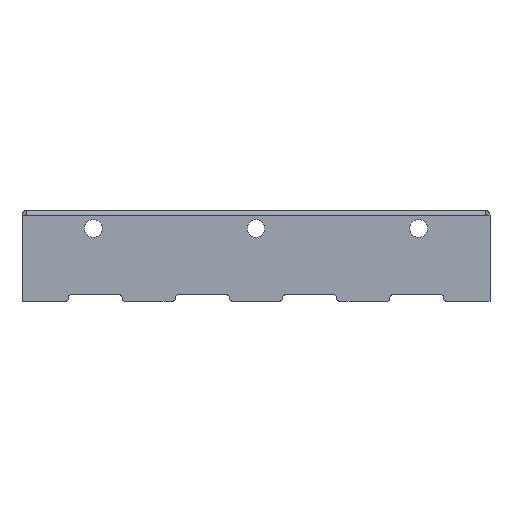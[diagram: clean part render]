
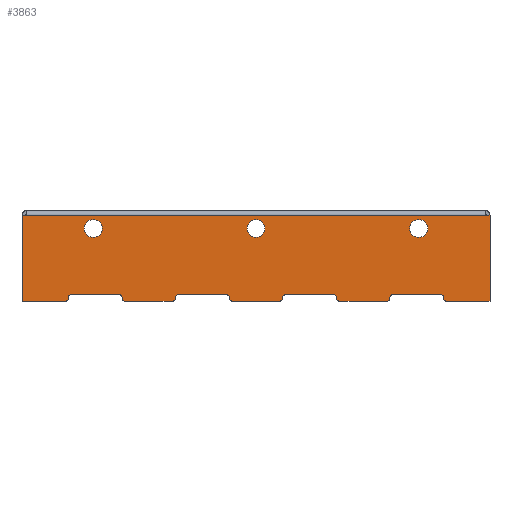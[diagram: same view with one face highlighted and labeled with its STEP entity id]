
A CAD part, left-side view. The second image highlights one B-rep face of the part: STEP entity #3863.
In plain terms, the highlighted planar face has unit normal (-1, 0, 0).
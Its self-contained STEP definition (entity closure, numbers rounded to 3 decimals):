
#89=PLANE('',#4310);
#290=LINE('',#6383,#622);
#294=LINE('',#6389,#626);
#298=LINE('',#6395,#630);
#302=LINE('',#6401,#634);
#322=LINE('',#6431,#654);
#328=LINE('',#6444,#660);
#329=LINE('',#6446,#661);
#333=LINE('',#6455,#665);
#377=LINE('',#6563,#709);
#402=LINE('',#6613,#734);
#406=LINE('',#6619,#738);
#411=LINE('',#6626,#743);
#416=LINE('',#6634,#748);
#417=LINE('',#6635,#749);
#622=VECTOR('',#5195,1000.);
#626=VECTOR('',#5203,1000.);
#630=VECTOR('',#5211,1000.);
#634=VECTOR('',#5219,1000.);
#654=VECTOR('',#5259,1000.);
#660=VECTOR('',#5267,1000.);
#661=VECTOR('',#5270,1000.);
#665=VECTOR('',#5276,1000.);
#709=VECTOR('',#5372,1000.);
#734=VECTOR('',#5447,1000.);
#738=VECTOR('',#5455,1000.);
#743=VECTOR('',#5464,1000.);
#748=VECTOR('',#5475,1000.);
#749=VECTOR('',#5476,1000.);
#1631=ORIENTED_EDGE('',*,*,#2435,.T.);
#1632=ORIENTED_EDGE('',*,*,#2123,.F.);
#1633=ORIENTED_EDGE('',*,*,#2128,.T.);
#1634=ORIENTED_EDGE('',*,*,#2302,.F.);
#1635=ORIENTED_EDGE('',*,*,#2116,.T.);
#1636=ORIENTED_EDGE('',*,*,#2121,.F.);
#1637=ORIENTED_EDGE('',*,*,#2440,.T.);
#1638=ORIENTED_EDGE('',*,*,#2109,.F.);
#1639=ORIENTED_EDGE('',*,*,#2114,.T.);
#1640=ORIENTED_EDGE('',*,*,#2298,.F.);
#1641=ORIENTED_EDGE('',*,*,#2106,.T.);
#1642=ORIENTED_EDGE('',*,*,#2102,.F.);
#1643=ORIENTED_EDGE('',*,*,#2441,.T.);
#1644=ORIENTED_EDGE('',*,*,#2095,.F.);
#1645=ORIENTED_EDGE('',*,*,#2100,.T.);
#1646=ORIENTED_EDGE('',*,*,#2306,.T.);
#1647=ORIENTED_EDGE('',*,*,#2088,.T.);
#1648=ORIENTED_EDGE('',*,*,#2093,.F.);
#1649=ORIENTED_EDGE('',*,*,#2430,.T.);
#1650=ORIENTED_EDGE('',*,*,#2081,.F.);
#1651=ORIENTED_EDGE('',*,*,#2086,.T.);
#1652=ORIENTED_EDGE('',*,*,#2310,.T.);
#1653=ORIENTED_EDGE('',*,*,#2074,.T.);
#1654=ORIENTED_EDGE('',*,*,#2079,.F.);
#1655=ORIENTED_EDGE('',*,*,#2426,.T.);
#1656=ORIENTED_EDGE('',*,*,#2330,.T.);
#1657=ORIENTED_EDGE('',*,*,#2336,.T.);
#1658=ORIENTED_EDGE('',*,*,#2397,.F.);
#1659=ORIENTED_EDGE('',*,*,#2337,.T.);
#1660=ORIENTED_EDGE('',*,*,#2341,.T.);
#1661=ORIENTED_EDGE('',*,*,#1935,.T.);
#1662=ORIENTED_EDGE('',*,*,#1931,.T.);
#1663=ORIENTED_EDGE('',*,*,#1927,.T.);
#1927=EDGE_CURVE('',#2491,#2491,#2859,.T.);
#1931=EDGE_CURVE('',#2495,#2495,#2863,.T.);
#1935=EDGE_CURVE('',#2499,#2499,#2867,.T.);
#2074=EDGE_CURVE('',#2598,#2599,#2926,.T.);
#2079=EDGE_CURVE('',#2602,#2599,#2928,.T.);
#2081=EDGE_CURVE('',#2604,#2605,#2930,.T.);
#2086=EDGE_CURVE('',#2604,#2608,#2932,.T.);
#2088=EDGE_CURVE('',#2610,#2611,#2934,.T.);
#2093=EDGE_CURVE('',#2614,#2611,#2936,.T.);
#2095=EDGE_CURVE('',#2616,#2617,#2938,.T.);
#2100=EDGE_CURVE('',#2616,#2620,#2940,.T.);
#2102=EDGE_CURVE('',#2622,#2623,#2942,.T.);
#2106=EDGE_CURVE('',#2626,#2623,#2944,.T.);
#2109=EDGE_CURVE('',#2628,#2629,#2946,.T.);
#2114=EDGE_CURVE('',#2628,#2632,#2948,.T.);
#2116=EDGE_CURVE('',#2634,#2635,#2950,.T.);
#2121=EDGE_CURVE('',#2638,#2635,#2952,.T.);
#2123=EDGE_CURVE('',#2640,#2641,#2954,.T.);
#2128=EDGE_CURVE('',#2640,#2644,#2956,.T.);
#2298=EDGE_CURVE('',#2626,#2632,#290,.T.);
#2302=EDGE_CURVE('',#2634,#2644,#294,.T.);
#2306=EDGE_CURVE('',#2620,#2610,#298,.T.);
#2310=EDGE_CURVE('',#2608,#2598,#302,.T.);
#2330=EDGE_CURVE('',#2790,#2791,#322,.T.);
#2336=EDGE_CURVE('',#2791,#2795,#328,.T.);
#2337=EDGE_CURVE('',#2796,#2797,#329,.T.);
#2341=EDGE_CURVE('',#2797,#2800,#333,.T.);
#2397=EDGE_CURVE('',#2796,#2795,#377,.T.);
#2426=EDGE_CURVE('',#2602,#2790,#402,.T.);
#2430=EDGE_CURVE('',#2614,#2605,#406,.T.);
#2435=EDGE_CURVE('',#2800,#2641,#411,.T.);
#2440=EDGE_CURVE('',#2638,#2629,#416,.T.);
#2441=EDGE_CURVE('',#2622,#2617,#417,.T.);
#2491=VERTEX_POINT('',#5600);
#2495=VERTEX_POINT('',#5610);
#2499=VERTEX_POINT('',#5620);
#2598=VERTEX_POINT('',#5904);
#2599=VERTEX_POINT('',#5905);
#2602=VERTEX_POINT('',#5913);
#2604=VERTEX_POINT('',#5919);
#2605=VERTEX_POINT('',#5920);
#2608=VERTEX_POINT('',#5928);
#2610=VERTEX_POINT('',#5934);
#2611=VERTEX_POINT('',#5935);
#2614=VERTEX_POINT('',#5943);
#2616=VERTEX_POINT('',#5949);
#2617=VERTEX_POINT('',#5950);
#2620=VERTEX_POINT('',#5958);
#2622=VERTEX_POINT('',#5964);
#2623=VERTEX_POINT('',#5965);
#2626=VERTEX_POINT('',#5973);
#2628=VERTEX_POINT('',#5979);
#2629=VERTEX_POINT('',#5980);
#2632=VERTEX_POINT('',#5988);
#2634=VERTEX_POINT('',#5994);
#2635=VERTEX_POINT('',#5995);
#2638=VERTEX_POINT('',#6003);
#2640=VERTEX_POINT('',#6009);
#2641=VERTEX_POINT('',#6010);
#2644=VERTEX_POINT('',#6018);
#2790=VERTEX_POINT('',#6432);
#2791=VERTEX_POINT('',#6433);
#2795=VERTEX_POINT('',#6443);
#2796=VERTEX_POINT('',#6447);
#2797=VERTEX_POINT('',#6448);
#2800=VERTEX_POINT('',#6456);
#2859=CIRCLE('',#3925,0.5);
#2863=CIRCLE('',#3931,0.5);
#2867=CIRCLE('',#3937,0.5);
#2926=CIRCLE('',#4042,0.2);
#2928=CIRCLE('',#4045,0.2);
#2930=CIRCLE('',#4048,0.2);
#2932=CIRCLE('',#4051,0.2);
#2934=CIRCLE('',#4054,0.2);
#2936=CIRCLE('',#4057,0.2);
#2938=CIRCLE('',#4060,0.2);
#2940=CIRCLE('',#4063,0.2);
#2942=CIRCLE('',#4066,0.2);
#2944=CIRCLE('',#4069,0.2);
#2946=CIRCLE('',#4072,0.2);
#2948=CIRCLE('',#4075,0.2);
#2950=CIRCLE('',#4078,0.2);
#2952=CIRCLE('',#4081,0.2);
#2954=CIRCLE('',#4084,0.2);
#2956=CIRCLE('',#4087,0.2);
#3282=EDGE_LOOP('',(#1631,#1632,#1633,#1634,#1635,#1636,#1637,#1638,#1639,
#1640,#1641,#1642,#1643,#1644,#1645,#1646,#1647,#1648,#1649,#1650,#1651,
#1652,#1653,#1654,#1655,#1656,#1657,#1658,#1659,#1660));
#3283=EDGE_LOOP('',(#1661));
#3284=EDGE_LOOP('',(#1662));
#3285=EDGE_LOOP('',(#1663));
#3528=FACE_BOUND('',#3282,.T.);
#3529=FACE_BOUND('',#3283,.T.);
#3530=FACE_BOUND('',#3284,.T.);
#3531=FACE_BOUND('',#3285,.T.);
#3863=ADVANCED_FACE('',(#3528,#3529,#3530,#3531),#89,.F.);
#3925=AXIS2_PLACEMENT_3D('',#5599,#4401,#4402);
#3931=AXIS2_PLACEMENT_3D('',#5609,#4413,#4414);
#3937=AXIS2_PLACEMENT_3D('',#5619,#4425,#4426);
#4042=AXIS2_PLACEMENT_3D('',#5903,#4715,#4716);
#4045=AXIS2_PLACEMENT_3D('',#5915,#4724,#4725);
#4048=AXIS2_PLACEMENT_3D('',#5918,#4730,#4731);
#4051=AXIS2_PLACEMENT_3D('',#5930,#4739,#4740);
#4054=AXIS2_PLACEMENT_3D('',#5933,#4745,#4746);
#4057=AXIS2_PLACEMENT_3D('',#5945,#4754,#4755);
#4060=AXIS2_PLACEMENT_3D('',#5948,#4760,#4761);
#4063=AXIS2_PLACEMENT_3D('',#5960,#4769,#4770);
#4066=AXIS2_PLACEMENT_3D('',#5963,#4775,#4776);
#4069=AXIS2_PLACEMENT_3D('',#5972,#4783,#4784);
#4072=AXIS2_PLACEMENT_3D('',#5978,#4790,#4791);
#4075=AXIS2_PLACEMENT_3D('',#5990,#4799,#4800);
#4078=AXIS2_PLACEMENT_3D('',#5993,#4805,#4806);
#4081=AXIS2_PLACEMENT_3D('',#6005,#4814,#4815);
#4084=AXIS2_PLACEMENT_3D('',#6008,#4820,#4821);
#4087=AXIS2_PLACEMENT_3D('',#6020,#4829,#4830);
#4310=AXIS2_PLACEMENT_3D('',#6633,#5473,#5474);
#4401=DIRECTION('',(1.,0.,0.));
#4402=DIRECTION('',(0.,0.,-1.));
#4413=DIRECTION('',(1.,0.,0.));
#4414=DIRECTION('',(0.,0.,-1.));
#4425=DIRECTION('',(1.,0.,0.));
#4426=DIRECTION('',(0.,0.,-1.));
#4715=DIRECTION('',(1.,0.,0.));
#4716=DIRECTION('',(0.,0.,-1.));
#4724=DIRECTION('',(1.,0.,0.));
#4725=DIRECTION('',(0.,0.,-1.));
#4730=DIRECTION('',(1.,0.,0.));
#4731=DIRECTION('',(0.,0.,-1.));
#4739=DIRECTION('',(1.,0.,0.));
#4740=DIRECTION('',(0.,0.,-1.));
#4745=DIRECTION('',(1.,0.,0.));
#4746=DIRECTION('',(0.,0.,-1.));
#4754=DIRECTION('',(1.,0.,0.));
#4755=DIRECTION('',(0.,0.,-1.));
#4760=DIRECTION('',(1.,0.,0.));
#4761=DIRECTION('',(0.,0.,-1.));
#4769=DIRECTION('',(1.,0.,0.));
#4770=DIRECTION('',(0.,0.,-1.));
#4775=DIRECTION('',(1.,0.,0.));
#4776=DIRECTION('',(0.,0.,-1.));
#4783=DIRECTION('',(1.,0.,0.));
#4784=DIRECTION('',(0.,0.,-1.));
#4790=DIRECTION('',(1.,0.,0.));
#4791=DIRECTION('',(0.,0.,-1.));
#4799=DIRECTION('',(1.,0.,0.));
#4800=DIRECTION('',(0.,0.,-1.));
#4805=DIRECTION('',(1.,0.,0.));
#4806=DIRECTION('',(0.,0.,-1.));
#4814=DIRECTION('',(1.,0.,0.));
#4815=DIRECTION('',(0.,0.,-1.));
#4820=DIRECTION('',(1.,0.,0.));
#4821=DIRECTION('',(0.,0.,-1.));
#4829=DIRECTION('',(1.,0.,0.));
#4830=DIRECTION('',(0.,0.,-1.));
#5195=DIRECTION('',(0.,1.,0.));
#5203=DIRECTION('',(0.,1.,0.));
#5211=DIRECTION('',(0.,-1.,0.));
#5219=DIRECTION('',(0.,-1.,0.));
#5259=DIRECTION('',(0.,0.,1.));
#5267=DIRECTION('',(0.,1.,0.));
#5270=DIRECTION('',(0.,1.,0.));
#5276=DIRECTION('',(0.,0.,-1.));
#5372=DIRECTION('',(0.,-1.,0.));
#5447=DIRECTION('',(0.,-1.,0.));
#5455=DIRECTION('',(0.,-1.,0.));
#5464=DIRECTION('',(0.,-1.,0.));
#5473=DIRECTION('',(1.,0.,0.));
#5474=DIRECTION('',(0.,0.,-1.));
#5475=DIRECTION('',(0.,-1.,0.));
#5476=DIRECTION('',(0.,-1.,0.));
#5599=CARTESIAN_POINT('',(-13.105,9.11,4.08));
#5600=CARTESIAN_POINT('',(-13.105,9.11,3.58));
#5609=CARTESIAN_POINT('',(-13.105,0.,4.08));
#5610=CARTESIAN_POINT('',(-13.105,0.,3.58));
#5619=CARTESIAN_POINT('',(-13.105,-9.11,4.08));
#5620=CARTESIAN_POINT('',(-13.105,-9.11,3.58));
#5903=CARTESIAN_POINT('',(-13.105,-10.3,0.2));
#5904=CARTESIAN_POINT('',(-13.105,-10.3,0.4));
#5905=CARTESIAN_POINT('',(-13.105,-10.5,0.2));
#5913=CARTESIAN_POINT('',(-13.105,-10.7,0.));
#5915=CARTESIAN_POINT('',(-13.105,-10.7,0.2));
#5918=CARTESIAN_POINT('',(-13.105,-7.3,0.2));
#5919=CARTESIAN_POINT('',(-13.105,-7.5,0.2));
#5920=CARTESIAN_POINT('',(-13.105,-7.3,0.));
#5928=CARTESIAN_POINT('',(-13.105,-7.7,0.4));
#5930=CARTESIAN_POINT('',(-13.105,-7.7,0.2));
#5933=CARTESIAN_POINT('',(-13.105,-4.3,0.2));
#5934=CARTESIAN_POINT('',(-13.105,-4.3,0.4));
#5935=CARTESIAN_POINT('',(-13.105,-4.5,0.2));
#5943=CARTESIAN_POINT('',(-13.105,-4.7,0.));
#5945=CARTESIAN_POINT('',(-13.105,-4.7,0.2));
#5948=CARTESIAN_POINT('',(-13.105,-1.3,0.2));
#5949=CARTESIAN_POINT('',(-13.105,-1.5,0.2));
#5950=CARTESIAN_POINT('',(-13.105,-1.3,0.));
#5958=CARTESIAN_POINT('',(-13.105,-1.7,0.4));
#5960=CARTESIAN_POINT('',(-13.105,-1.7,0.2));
#5963=CARTESIAN_POINT('',(-13.105,1.3,0.2));
#5964=CARTESIAN_POINT('',(-13.105,1.3,0.));
#5965=CARTESIAN_POINT('',(-13.105,1.5,0.2));
#5972=CARTESIAN_POINT('',(-13.105,1.7,0.2));
#5973=CARTESIAN_POINT('',(-13.105,1.7,0.4));
#5978=CARTESIAN_POINT('',(-13.105,4.7,0.2));
#5979=CARTESIAN_POINT('',(-13.105,4.5,0.2));
#5980=CARTESIAN_POINT('',(-13.105,4.7,0.));
#5988=CARTESIAN_POINT('',(-13.105,4.3,0.4));
#5990=CARTESIAN_POINT('',(-13.105,4.3,0.2));
#5993=CARTESIAN_POINT('',(-13.105,7.7,0.2));
#5994=CARTESIAN_POINT('',(-13.105,7.7,0.4));
#5995=CARTESIAN_POINT('',(-13.105,7.5,0.2));
#6003=CARTESIAN_POINT('',(-13.105,7.3,0.));
#6005=CARTESIAN_POINT('',(-13.105,7.3,0.2));
#6008=CARTESIAN_POINT('',(-13.105,10.7,0.2));
#6009=CARTESIAN_POINT('',(-13.105,10.5,0.2));
#6010=CARTESIAN_POINT('',(-13.105,10.7,0.));
#6018=CARTESIAN_POINT('',(-13.105,10.3,0.4));
#6020=CARTESIAN_POINT('',(-13.105,10.3,0.2));
#6383=CARTESIAN_POINT('',(-13.105,12.855,0.4));
#6389=CARTESIAN_POINT('',(-13.105,12.855,0.4));
#6395=CARTESIAN_POINT('',(-13.105,12.855,0.4));
#6401=CARTESIAN_POINT('',(-13.105,12.855,0.4));
#6431=CARTESIAN_POINT('',(-13.105,-13.105,0.));
#6432=CARTESIAN_POINT('',(-13.105,-13.105,0.));
#6433=CARTESIAN_POINT('',(-13.105,-13.105,4.83));
#6443=CARTESIAN_POINT('',(-13.105,-12.855,4.83));
#6444=CARTESIAN_POINT('',(-13.105,-13.105,4.83));
#6446=CARTESIAN_POINT('',(-13.105,-13.105,4.83));
#6447=CARTESIAN_POINT('',(-13.105,12.855,4.83));
#6448=CARTESIAN_POINT('',(-13.105,13.105,4.83));
#6455=CARTESIAN_POINT('',(-13.105,13.105,4.83));
#6456=CARTESIAN_POINT('',(-13.105,13.105,0.));
#6563=CARTESIAN_POINT('',(-13.105,12.855,4.83));
#6613=CARTESIAN_POINT('',(-13.105,12.855,0.));
#6619=CARTESIAN_POINT('',(-13.105,12.855,0.));
#6626=CARTESIAN_POINT('',(-13.105,12.855,0.));
#6633=CARTESIAN_POINT('',(-13.105,12.855,0.));
#6634=CARTESIAN_POINT('',(-13.105,12.855,0.));
#6635=CARTESIAN_POINT('',(-13.105,12.855,0.));
